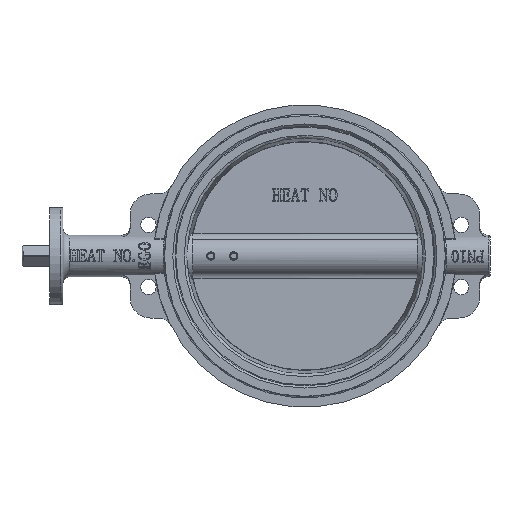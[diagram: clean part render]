
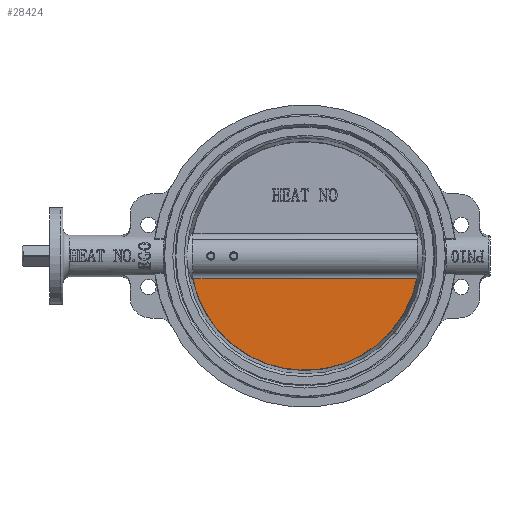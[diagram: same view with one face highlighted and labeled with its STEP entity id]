
A CAD part, left-side view. The second image highlights one B-rep face of the part: STEP entity #28424.
In plain terms, the highlighted planar face has unit normal (-1, 0, -0.004).
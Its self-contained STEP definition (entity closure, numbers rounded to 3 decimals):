
#746=PLANE('',#29795);
#1130=ELLIPSE('',#29796,164.666,164.665);
#2026=FACE_OUTER_BOUND('',#3341,.T.);
#3341=EDGE_LOOP('',(#22638,#22639));
#5063=LINE('',#96354,#7542);
#7542=VECTOR('',#32944,322.819);
#12423=VERTEX_POINT('',#96352);
#12424=VERTEX_POINT('',#96353);
#16458=EDGE_CURVE('',#12423,#12424,#5063,.T.);
#16459=EDGE_CURVE('',#12423,#12424,#1130,.F.);
#22638=ORIENTED_EDGE('',*,*,#16458,.F.);
#22639=ORIENTED_EDGE('',*,*,#16459,.T.);
#28424=ADVANCED_FACE('',(#2026),#746,.F.);
#29795=AXIS2_PLACEMENT_3D('',#96351,#32942,#32943);
#29796=AXIS2_PLACEMENT_3D('',#96355,#32945,#32946);
#32942=DIRECTION('center_axis',(1.,0.,
0.004));
#32943=DIRECTION('ref_axis',(0.,-1.,0.));
#32944=DIRECTION('',(0.,-1.,0.));
#32945=DIRECTION('center_axis',(1.,0.,
0.004));
#32946=DIRECTION('ref_axis',(-0.004,0.,
1.));
#96351=CARTESIAN_POINT('Origin',(-53.652,113.001,74.3));
#96352=CARTESIAN_POINT('',(-54.152,111.711,208.418));
#96353=CARTESIAN_POINT('',(-54.152,-211.108,208.418));
#96354=CARTESIAN_POINT('',(-54.152,111.711,208.418));
#96355=CARTESIAN_POINT('Origin',(-54.274,-49.699,241.));
